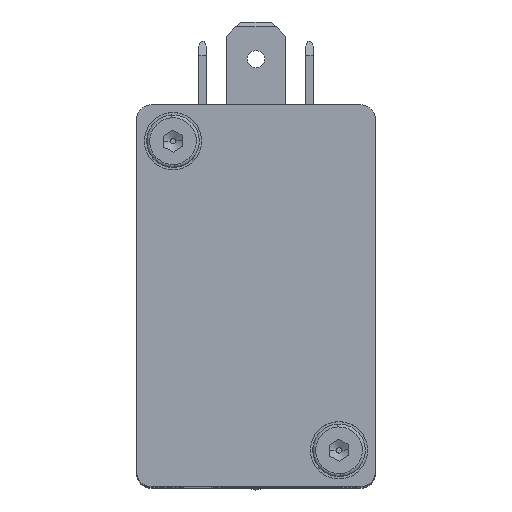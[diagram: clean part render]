
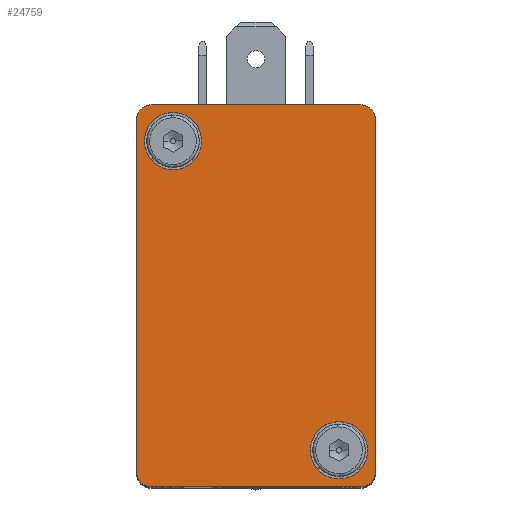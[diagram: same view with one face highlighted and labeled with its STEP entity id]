
A CAD part, top view. The second image highlights one B-rep face of the part: STEP entity #24759.
In plain terms, the highlighted face is planar.
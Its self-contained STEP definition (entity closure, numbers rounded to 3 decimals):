
#23209=CARTESIAN_POINT('',(7.2,13.75,15.2));
#23210=VERTEX_POINT('',#23209);
#23226=CARTESIAN_POINT('',(7.2,13.75,9.2));
#23227=VERTEX_POINT('',#23226);
#23234=CARTESIAN_POINT('',(7.2,13.75,12.2));
#23235=DIRECTION('',(0.0,-1.0,0.0));
#23236=DIRECTION('',(0.0,0.0,1.0));
#23237=AXIS2_PLACEMENT_3D('',#23234,#23235,#23236);
#23238=CIRCLE('',#23237,3.0);
#23239=EDGE_CURVE('',#23210,#23227,#23238,.T.);
#23251=CARTESIAN_POINT('',(-10.2,13.75,-17.2));
#23252=VERTEX_POINT('',#23251);
#23268=CARTESIAN_POINT('',(-10.2,13.75,-23.2));
#23269=VERTEX_POINT('',#23268);
#23276=CARTESIAN_POINT('',(-10.2,13.75,-20.2));
#23277=DIRECTION('',(0.0,-1.0,0.0));
#23278=DIRECTION('',(0.0,0.0,1.0));
#23279=AXIS2_PLACEMENT_3D('',#23276,#23277,#23278);
#23280=CIRCLE('',#23279,3.0);
#23281=EDGE_CURVE('',#23252,#23269,#23280,.T.);
#23293=CARTESIAN_POINT('',(-13.561,13.75,15.561));
#23294=VERTEX_POINT('',#23293);
#23310=CARTESIAN_POINT('',(-12.5,13.75,16.));
#23311=VERTEX_POINT('',#23310);
#23318=CARTESIAN_POINT('',(-12.5,13.75,14.5));
#23319=DIRECTION('',(0.0,-1.,0.0));
#23320=DIRECTION('',(-0.707,0.0,0.707));
#23321=AXIS2_PLACEMENT_3D('',#23318,#23319,#23320);
#23322=CIRCLE('',#23321,1.5);
#23323=EDGE_CURVE('',#23311,#23294,#23322,.T.);
#23335=CARTESIAN_POINT('',(-13.561,13.75,-23.561));
#23336=VERTEX_POINT('',#23335);
#23352=CARTESIAN_POINT('',(-14.0,13.75,-22.5));
#23353=VERTEX_POINT('',#23352);
#23360=CARTESIAN_POINT('',(-12.5,13.75,-22.5));
#23361=DIRECTION('',(0.0,-1.,0.0));
#23362=DIRECTION('',(-0.707,0.0,-0.707));
#23363=AXIS2_PLACEMENT_3D('',#23360,#23361,#23362);
#23364=CIRCLE('',#23363,1.5);
#23365=EDGE_CURVE('',#23353,#23336,#23364,.T.);
#23377=CARTESIAN_POINT('',(10.561,13.75,-23.561));
#23378=VERTEX_POINT('',#23377);
#23394=CARTESIAN_POINT('',(9.5,13.75,-24.0));
#23395=VERTEX_POINT('',#23394);
#23402=CARTESIAN_POINT('',(9.5,13.75,-22.5));
#23403=DIRECTION('',(0.0,-1.,0.0));
#23404=DIRECTION('',(0.707,0.0,-0.707));
#23405=AXIS2_PLACEMENT_3D('',#23402,#23403,#23404);
#23406=CIRCLE('',#23405,1.5);
#23407=EDGE_CURVE('',#23395,#23378,#23406,.T.);
#23419=CARTESIAN_POINT('',(10.561,13.75,15.561));
#23420=VERTEX_POINT('',#23419);
#23436=CARTESIAN_POINT('',(11.0,13.75,14.5));
#23437=VERTEX_POINT('',#23436);
#23444=CARTESIAN_POINT('',(9.5,13.75,14.5));
#23445=DIRECTION('',(0.0,-1.,0.0));
#23446=DIRECTION('',(0.707,0.0,0.707));
#23447=AXIS2_PLACEMENT_3D('',#23444,#23445,#23446);
#23448=CIRCLE('',#23447,1.5);
#23449=EDGE_CURVE('',#23437,#23420,#23448,.T.);
#24632=CARTESIAN_POINT('',(9.5,13.75,16.));
#24633=VERTEX_POINT('',#24632);
#24634=CARTESIAN_POINT('',(9.5,13.75,14.5));
#24635=DIRECTION('',(0.0,-1.,0.0));
#24636=DIRECTION('',(0.707,0.0,0.707));
#24637=AXIS2_PLACEMENT_3D('',#24634,#24635,#24636);
#24638=CIRCLE('',#24637,1.5);
#24639=EDGE_CURVE('',#23420,#24633,#24638,.T.);
#24665=CARTESIAN_POINT('',(9.5,13.75,16.));
#24666=DIRECTION('',(-1.0,0.0,0.0));
#24667=VECTOR('',#24666,22.0);
#24668=LINE('',#24665,#24667);
#24669=EDGE_CURVE('',#24633,#23311,#24668,.T.);
#24681=CARTESIAN_POINT('',(0.,13.75,0.));
#24682=DIRECTION('',(0.0,1.0,0.0));
#24683=DIRECTION('',(0.0,0.0,1.0));
#24684=AXIS2_PLACEMENT_3D('',#24681,#24682,#24683);
#24685=PLANE('',#24684);
#24686=ORIENTED_EDGE('',*,*,#23449,.F.);
#24687=CARTESIAN_POINT('',(11.0,13.75,-22.5));
#24688=VERTEX_POINT('',#24687);
#24689=CARTESIAN_POINT('',(11.0,13.75,-22.5));
#24690=DIRECTION('',(0.0,0.0,1.0));
#24691=VECTOR('',#24690,37.0);
#24692=LINE('',#24689,#24691);
#24693=EDGE_CURVE('',#24688,#23437,#24692,.T.);
#24694=ORIENTED_EDGE('',*,*,#24693,.F.);
#24695=CARTESIAN_POINT('',(9.5,13.75,-22.5));
#24696=DIRECTION('',(0.0,-1.,0.0));
#24697=DIRECTION('',(0.707,0.0,-0.707));
#24698=AXIS2_PLACEMENT_3D('',#24695,#24696,#24697);
#24699=CIRCLE('',#24698,1.5);
#24700=EDGE_CURVE('',#23378,#24688,#24699,.T.);
#24701=ORIENTED_EDGE('',*,*,#24700,.F.);
#24702=ORIENTED_EDGE('',*,*,#23407,.F.);
#24703=CARTESIAN_POINT('',(-12.5,13.75,-24.0));
#24704=VERTEX_POINT('',#24703);
#24705=CARTESIAN_POINT('',(-12.5,13.75,-24.0));
#24706=DIRECTION('',(1.0,0.0,0.0));
#24707=VECTOR('',#24706,22.0);
#24708=LINE('',#24705,#24707);
#24709=EDGE_CURVE('',#24704,#23395,#24708,.T.);
#24710=ORIENTED_EDGE('',*,*,#24709,.F.);
#24711=CARTESIAN_POINT('',(-12.5,13.75,-22.5));
#24712=DIRECTION('',(0.0,-1.,0.0));
#24713=DIRECTION('',(-0.707,0.0,-0.707));
#24714=AXIS2_PLACEMENT_3D('',#24711,#24712,#24713);
#24715=CIRCLE('',#24714,1.5);
#24716=EDGE_CURVE('',#23336,#24704,#24715,.T.);
#24717=ORIENTED_EDGE('',*,*,#24716,.F.);
#24718=ORIENTED_EDGE('',*,*,#23365,.F.);
#24719=CARTESIAN_POINT('',(-14.0,13.75,14.5));
#24720=VERTEX_POINT('',#24719);
#24721=CARTESIAN_POINT('',(-14.0,13.75,14.5));
#24722=DIRECTION('',(0.0,0.0,-1.0));
#24723=VECTOR('',#24722,37.0);
#24724=LINE('',#24721,#24723);
#24725=EDGE_CURVE('',#24720,#23353,#24724,.T.);
#24726=ORIENTED_EDGE('',*,*,#24725,.F.);
#24727=CARTESIAN_POINT('',(-12.5,13.75,14.5));
#24728=DIRECTION('',(0.0,-1.,0.0));
#24729=DIRECTION('',(-0.707,0.0,0.707));
#24730=AXIS2_PLACEMENT_3D('',#24727,#24728,#24729);
#24731=CIRCLE('',#24730,1.5);
#24732=EDGE_CURVE('',#23294,#24720,#24731,.T.);
#24733=ORIENTED_EDGE('',*,*,#24732,.F.);
#24734=ORIENTED_EDGE('',*,*,#23323,.F.);
#24735=ORIENTED_EDGE('',*,*,#24669,.F.);
#24736=ORIENTED_EDGE('',*,*,#24639,.F.);
#24737=EDGE_LOOP('',(#24686,#24694,#24701,#24702,#24710,#24717,#24718,#24726,#24733,#24734,#24735,#24736));
#24738=FACE_OUTER_BOUND('',#24737,.T.);
#24739=ORIENTED_EDGE('',*,*,#23281,.T.);
#24740=CARTESIAN_POINT('',(-10.2,13.75,-20.2));
#24741=DIRECTION('',(0.0,-1.0,0.0));
#24742=DIRECTION('',(0.0,0.0,1.0));
#24743=AXIS2_PLACEMENT_3D('',#24740,#24741,#24742);
#24744=CIRCLE('',#24743,3.0);
#24745=EDGE_CURVE('',#23269,#23252,#24744,.T.);
#24746=ORIENTED_EDGE('',*,*,#24745,.T.);
#24747=EDGE_LOOP('',(#24739,#24746));
#24748=FACE_BOUND('',#24747,.T.);
#24749=ORIENTED_EDGE('',*,*,#23239,.T.);
#24750=CARTESIAN_POINT('',(7.2,13.75,12.2));
#24751=DIRECTION('',(0.0,-1.0,0.0));
#24752=DIRECTION('',(0.0,0.0,1.0));
#24753=AXIS2_PLACEMENT_3D('',#24750,#24751,#24752);
#24754=CIRCLE('',#24753,3.0);
#24755=EDGE_CURVE('',#23227,#23210,#24754,.T.);
#24756=ORIENTED_EDGE('',*,*,#24755,.T.);
#24757=EDGE_LOOP('',(#24749,#24756));
#24758=FACE_BOUND('',#24757,.T.);
#24759=ADVANCED_FACE('',(#24738,#24748,#24758),#24685,.T.);
